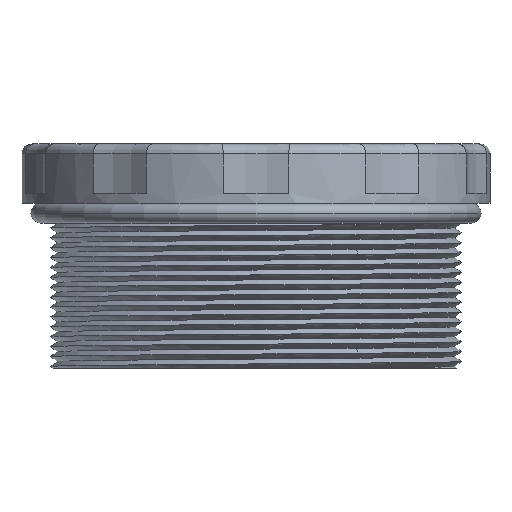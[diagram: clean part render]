
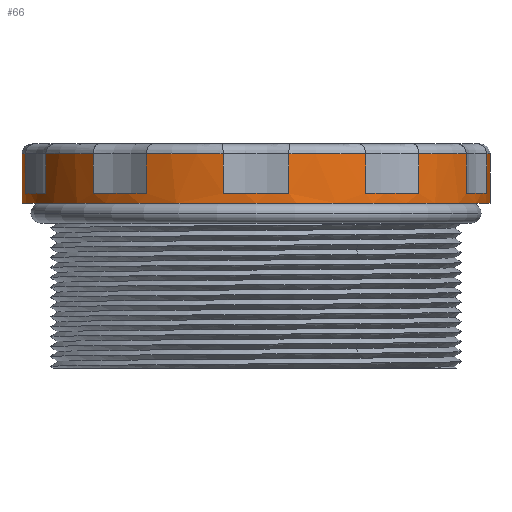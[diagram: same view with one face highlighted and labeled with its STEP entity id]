
A CAD part, left-side view. The second image highlights one B-rep face of the part: STEP entity #66.
In plain terms, the highlighted cylindrical face has radius 35.5 mm (diameter 71 mm), a partial arc.
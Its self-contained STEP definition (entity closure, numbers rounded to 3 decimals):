
#66=ADVANCED_FACE('',(#201),#202,.T.);
#201=FACE_OUTER_BOUND('',#1594,.T.);
#202=CYLINDRICAL_SURFACE('',#1595,35.5);
#1594=EDGE_LOOP('',(#3106,#3107,#3108,#3109,#3110,#3111,#3112,#3113,#3114,#3115,#3116,#3117,#3118,#3119,#3120,#3121,#3122,#3123,#3124,#3125,#3126,#3127,#3128,#3129));
#1595=AXIS2_PLACEMENT_3D('',#3130,#3131,#3132);
#3106=ORIENTED_EDGE('',*,*,#3844,.T.);
#3107=ORIENTED_EDGE('',*,*,#3845,.T.);
#3108=ORIENTED_EDGE('',*,*,#3846,.F.);
#3109=ORIENTED_EDGE('',*,*,#3847,.F.);
#3110=ORIENTED_EDGE('',*,*,#3848,.T.);
#3111=ORIENTED_EDGE('',*,*,#3849,.T.);
#3112=ORIENTED_EDGE('',*,*,#3850,.F.);
#3113=ORIENTED_EDGE('',*,*,#3851,.F.);
#3114=ORIENTED_EDGE('',*,*,#3852,.T.);
#3115=ORIENTED_EDGE('',*,*,#3853,.T.);
#3116=ORIENTED_EDGE('',*,*,#3854,.F.);
#3117=ORIENTED_EDGE('',*,*,#3855,.F.);
#3118=ORIENTED_EDGE('',*,*,#3856,.F.);
#3119=ORIENTED_EDGE('',*,*,#3857,.T.);
#3120=ORIENTED_EDGE('',*,*,#3858,.T.);
#3121=ORIENTED_EDGE('',*,*,#3859,.F.);
#3122=ORIENTED_EDGE('',*,*,#3860,.T.);
#3123=ORIENTED_EDGE('',*,*,#3861,.T.);
#3124=ORIENTED_EDGE('',*,*,#3862,.F.);
#3125=ORIENTED_EDGE('',*,*,#3863,.F.);
#3126=ORIENTED_EDGE('',*,*,#3864,.T.);
#3127=ORIENTED_EDGE('',*,*,#3865,.T.);
#3128=ORIENTED_EDGE('',*,*,#3866,.F.);
#3129=ORIENTED_EDGE('',*,*,#3843,.F.);
#3130=CARTESIAN_POINT('',(0.0,0.0,13.7));
#3131=DIRECTION('',(-0.0,0.0,1.0));
#3132=DIRECTION('',(0.0,-1.0,0.0));
#3843=EDGE_CURVE('',#4215,#4213,#4217,.T.);
#3844=EDGE_CURVE('',#4215,#4218,#4219,.T.);
#3845=EDGE_CURVE('',#4218,#4220,#4221,.T.);
#3846=EDGE_CURVE('',#4222,#4220,#4223,.T.);
#3847=EDGE_CURVE('',#4224,#4222,#4225,.T.);
#3848=EDGE_CURVE('',#4224,#4226,#4227,.T.);
#3849=EDGE_CURVE('',#4226,#4228,#4229,.T.);
#3850=EDGE_CURVE('',#4230,#4228,#4231,.T.);
#3851=EDGE_CURVE('',#4232,#4230,#4233,.T.);
#3852=EDGE_CURVE('',#4232,#4234,#4235,.T.);
#3853=EDGE_CURVE('',#4234,#4236,#4237,.T.);
#3854=EDGE_CURVE('',#4238,#4236,#4239,.T.);
#3855=EDGE_CURVE('',#4240,#4238,#4241,.T.);
#3856=EDGE_CURVE('',#4242,#4240,#4243,.T.);
#3857=EDGE_CURVE('',#4242,#4244,#4245,.T.);
#3858=EDGE_CURVE('',#4244,#4246,#4247,.T.);
#3859=EDGE_CURVE('',#4248,#4246,#4249,.T.);
#3860=EDGE_CURVE('',#4248,#4250,#4251,.T.);
#3861=EDGE_CURVE('',#4250,#4252,#4253,.T.);
#3862=EDGE_CURVE('',#4254,#4252,#4255,.T.);
#3863=EDGE_CURVE('',#4256,#4254,#4257,.T.);
#3864=EDGE_CURVE('',#4256,#4258,#4259,.T.);
#3865=EDGE_CURVE('',#4258,#4260,#4261,.T.);
#3866=EDGE_CURVE('',#4213,#4260,#4262,.T.);
#4213=VERTEX_POINT('',#5548);
#4215=VERTEX_POINT('',#5557);
#4217=CIRCLE('',#5566,35.5);
#4218=VERTEX_POINT('',#5567);
#4219=LINE('',#5568,#5569);
#4220=VERTEX_POINT('',#5570);
#4221=CIRCLE('',#5571,35.5);
#4222=VERTEX_POINT('',#5572);
#4223=LINE('',#5573,#5574);
#4224=VERTEX_POINT('',#5575);
#4225=CIRCLE('',#5576,35.5);
#4226=VERTEX_POINT('',#5577);
#4227=LINE('',#5578,#5579);
#4228=VERTEX_POINT('',#5580);
#4229=CIRCLE('',#5581,35.5);
#4230=VERTEX_POINT('',#5582);
#4231=LINE('',#5583,#5584);
#4232=VERTEX_POINT('',#5585);
#4233=CIRCLE('',#5586,35.5);
#4234=VERTEX_POINT('',#5587);
#4235=LINE('',#5588,#5589);
#4236=VERTEX_POINT('',#5590);
#4237=CIRCLE('',#5591,35.5);
#4238=VERTEX_POINT('',#5592);
#4239=LINE('',#5593,#5594);
#4240=VERTEX_POINT('',#5595);
#4241=CIRCLE('',#5596,35.5);
#4242=VERTEX_POINT('',#5597);
#4243=LINE('',#5598,#5599);
#4244=VERTEX_POINT('',#5600);
#4245=CIRCLE('',#5601,35.5);
#4246=VERTEX_POINT('',#5602);
#4247=LINE('',#5603,#5604);
#4248=VERTEX_POINT('',#5605);
#4249=CIRCLE('',#5606,35.5);
#4250=VERTEX_POINT('',#5607);
#4251=LINE('',#5608,#5609);
#4252=VERTEX_POINT('',#5610);
#4253=CIRCLE('',#5611,35.5);
#4254=VERTEX_POINT('',#5612);
#4255=LINE('',#5613,#5614);
#4256=VERTEX_POINT('',#5615);
#4257=CIRCLE('',#5616,35.5);
#4258=VERTEX_POINT('',#5617);
#4259=LINE('',#5618,#5619);
#4260=VERTEX_POINT('',#5620);
#4261=CIRCLE('',#5621,35.5);
#4262=LINE('',#5622,#5623);
#5548=CARTESIAN_POINT('',(-31.373,-16.613,10.5));
#5557=CARTESIAN_POINT('',(-35.146,-5.0,10.5));
#5566=AXIS2_PLACEMENT_3D('',#6823,#6824,#6825);
#5567=CARTESIAN_POINT('',(-35.146,-5.0,4.5));
#5568=CARTESIAN_POINT('',(-35.146,-5.0,10.5));
#5569=VECTOR('',#6826,6.0);
#5570=CARTESIAN_POINT('',(-35.146,5.0,4.5));
#5571=AXIS2_PLACEMENT_3D('',#6827,#6828,#6829);
#5572=CARTESIAN_POINT('',(-35.146,5.0,10.5));
#5573=CARTESIAN_POINT('',(-35.146,5.0,10.5));
#5574=VECTOR('',#6830,6.0);
#5575=CARTESIAN_POINT('',(-31.373,16.613,10.5));
#5576=AXIS2_PLACEMENT_3D('',#6831,#6832,#6833);
#5577=CARTESIAN_POINT('',(-31.373,16.613,4.5));
#5578=CARTESIAN_POINT('',(-31.373,16.613,10.5));
#5579=VECTOR('',#6834,6.0);
#5580=CARTESIAN_POINT('',(-25.495,24.703,4.5));
#5581=AXIS2_PLACEMENT_3D('',#6835,#6836,#6837);
#5582=CARTESIAN_POINT('',(-25.495,24.703,10.5));
#5583=CARTESIAN_POINT('',(-25.495,24.703,10.5));
#5584=VECTOR('',#6838,6.0);
#5585=CARTESIAN_POINT('',(-15.616,31.881,10.5));
#5586=AXIS2_PLACEMENT_3D('',#6839,#6840,#6841);
#5587=CARTESIAN_POINT('',(-15.616,31.881,4.5));
#5588=CARTESIAN_POINT('',(-15.616,31.881,10.5));
#5589=VECTOR('',#6842,6.0);
#5590=CARTESIAN_POINT('',(-6.105,34.971,4.5));
#5591=AXIS2_PLACEMENT_3D('',#6843,#6844,#6845);
#5592=CARTESIAN_POINT('',(-6.105,34.971,10.5));
#5593=CARTESIAN_POINT('',(-6.105,34.971,10.5));
#5594=VECTOR('',#6846,6.0);
#5595=CARTESIAN_POINT('',(0.,35.5,10.5));
#5596=AXIS2_PLACEMENT_3D('',#6847,#6848,#6849);
#5597=CARTESIAN_POINT('',(0.0,35.5,3.0));
#5598=CARTESIAN_POINT('',(0.0,35.5,3.0));
#5599=VECTOR('',#6850,7.5);
#5600=CARTESIAN_POINT('',(0.0,-35.5,3.0));
#5601=AXIS2_PLACEMENT_3D('',#6851,#6852,#6853);
#5602=CARTESIAN_POINT('',(0.,-35.5,10.5));
#5603=CARTESIAN_POINT('',(0.0,-35.5,3.0));
#5604=VECTOR('',#6854,7.5);
#5605=CARTESIAN_POINT('',(-6.105,-34.971,10.5));
#5606=AXIS2_PLACEMENT_3D('',#6855,#6856,#6857);
#5607=CARTESIAN_POINT('',(-6.105,-34.971,4.5));
#5608=CARTESIAN_POINT('',(-6.105,-34.971,10.5));
#5609=VECTOR('',#6858,6.0);
#5610=CARTESIAN_POINT('',(-15.616,-31.881,4.5));
#5611=AXIS2_PLACEMENT_3D('',#6859,#6860,#6861);
#5612=CARTESIAN_POINT('',(-15.616,-31.881,10.5));
#5613=CARTESIAN_POINT('',(-15.616,-31.881,10.5));
#5614=VECTOR('',#6862,6.0);
#5615=CARTESIAN_POINT('',(-25.495,-24.703,10.5));
#5616=AXIS2_PLACEMENT_3D('',#6863,#6864,#6865);
#5617=CARTESIAN_POINT('',(-25.495,-24.703,4.5));
#5618=CARTESIAN_POINT('',(-25.495,-24.703,10.5));
#5619=VECTOR('',#6866,6.0);
#5620=CARTESIAN_POINT('',(-31.373,-16.613,4.5));
#5621=AXIS2_PLACEMENT_3D('',#6867,#6868,#6869);
#5622=CARTESIAN_POINT('',(-31.373,-16.613,10.5));
#5623=VECTOR('',#6870,6.0);
#6823=CARTESIAN_POINT('',(0.0,0.0,10.5));
#6824=DIRECTION('',(0.0,0.0,1.0));
#6825=DIRECTION('',(-0.99,-0.141,0.0));
#6826=DIRECTION('',(0.0,0.0,-1.0));
#6827=CARTESIAN_POINT('',(0.0,0.0,4.5));
#6828=DIRECTION('',(-0.0,0.0,-1.0));
#6829=DIRECTION('',(-0.99,-0.141,0.0));
#6830=DIRECTION('',(0.0,0.0,-1.0));
#6831=CARTESIAN_POINT('',(0.0,0.0,10.5));
#6832=DIRECTION('',(0.0,0.0,1.0));
#6833=DIRECTION('',(-0.884,0.468,0.0));
#6834=DIRECTION('',(0.0,0.0,-1.0));
#6835=CARTESIAN_POINT('',(0.0,0.0,4.5));
#6836=DIRECTION('',(0.0,0.0,-1.0));
#6837=DIRECTION('',(-0.884,0.468,0.0));
#6838=DIRECTION('',(0.0,0.0,-1.0));
#6839=CARTESIAN_POINT('',(0.0,0.0,10.5));
#6840=DIRECTION('',(0.0,0.0,1.0));
#6841=DIRECTION('',(-0.44,0.898,0.0));
#6842=DIRECTION('',(0.0,0.0,-1.0));
#6843=CARTESIAN_POINT('',(0.0,0.0,4.5));
#6844=DIRECTION('',(0.0,0.0,-1.0));
#6845=DIRECTION('',(-0.44,0.898,0.0));
#6846=DIRECTION('',(0.0,0.0,-1.0));
#6847=CARTESIAN_POINT('',(0.0,0.0,10.5));
#6848=DIRECTION('',(0.0,-0.0,1.0));
#6849=DIRECTION('',(0.0,1.0,0.0));
#6850=DIRECTION('',(0.,0.0,1.0));
#6851=CARTESIAN_POINT('',(0.0,0.0,3.0));
#6852=DIRECTION('',(0.0,-0.0,1.0));
#6853=DIRECTION('',(0.0,1.0,0.0));
#6854=DIRECTION('',(0.,0.0,1.0));
#6855=CARTESIAN_POINT('',(0.0,0.0,10.5));
#6856=DIRECTION('',(0.0,0.0,1.0));
#6857=DIRECTION('',(-0.172,-0.985,0.0));
#6858=DIRECTION('',(0.0,0.0,-1.0));
#6859=CARTESIAN_POINT('',(0.0,0.0,4.5));
#6860=DIRECTION('',(-0.0,0.0,-1.0));
#6861=DIRECTION('',(-0.172,-0.985,0.0));
#6862=DIRECTION('',(0.0,0.0,-1.0));
#6863=CARTESIAN_POINT('',(0.0,0.0,10.5));
#6864=DIRECTION('',(0.0,0.0,1.0));
#6865=DIRECTION('',(-0.718,-0.696,0.0));
#6866=DIRECTION('',(0.0,0.0,-1.0));
#6867=CARTESIAN_POINT('',(0.0,0.0,4.5));
#6868=DIRECTION('',(-0.0,0.0,-1.0));
#6869=DIRECTION('',(-0.718,-0.696,0.0));
#6870=DIRECTION('',(0.0,0.0,-1.0));
